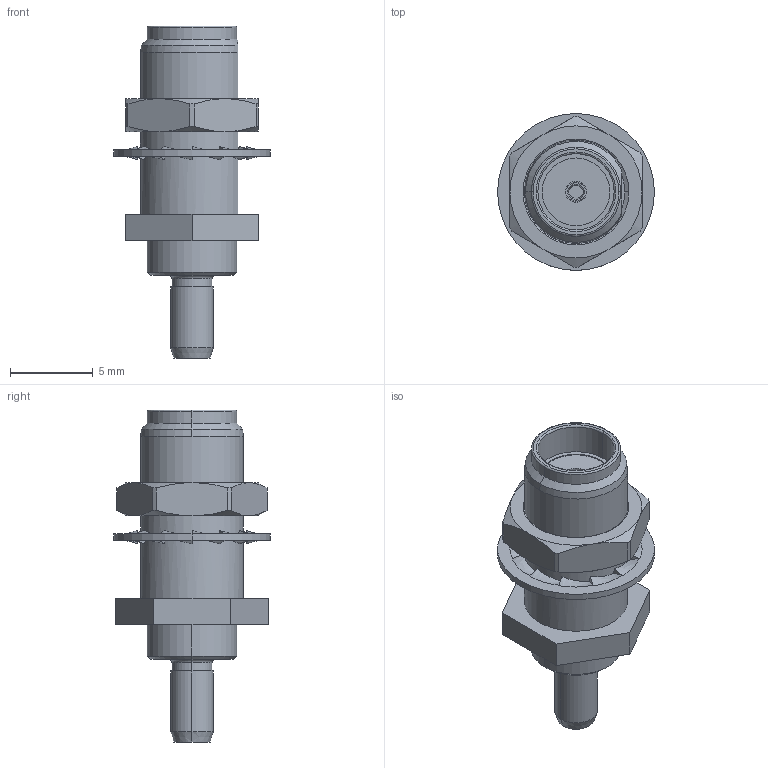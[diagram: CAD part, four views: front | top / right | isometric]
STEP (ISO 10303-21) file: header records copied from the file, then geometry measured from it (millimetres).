
FILE_DESCRIPTION (( 'STEP AP214' ), '1' );
FILE_NAME ('J01151A0671.STEP', '2011-02-23T13:27:12', ( 'markiewicz' ), ( '' ), 'SwSTEP 2.0', 'SolidWorks 2010', '' );
FILE_SCHEMA (( 'AUTOMOTIVE_DESIGN' ));
Length unit declared in the file: millimetre
Products named in the file (1): J01151A0671
Bounding box: 9.5 x 9.5 x 20.1 mm (x, y, z)
Volume: 521.3 mm3; surface area: 660.4 mm2
Topology: 2 solids, 2 shells, 159 faces, 394 edges, 249 vertices
Faces by surface type: plane 57, bspline 36, cylinder 32, cone 26, torus 8
Entity records: 6991 total; most frequent: CARTESIAN_POINT 1643, ORIENTED_EDGE 788, DIRECTION 655, EDGE_CURVE 394, VERTEX_POINT 249, AXIS2_PLACEMENT_3D 225, VECTOR 205, LINE 205
